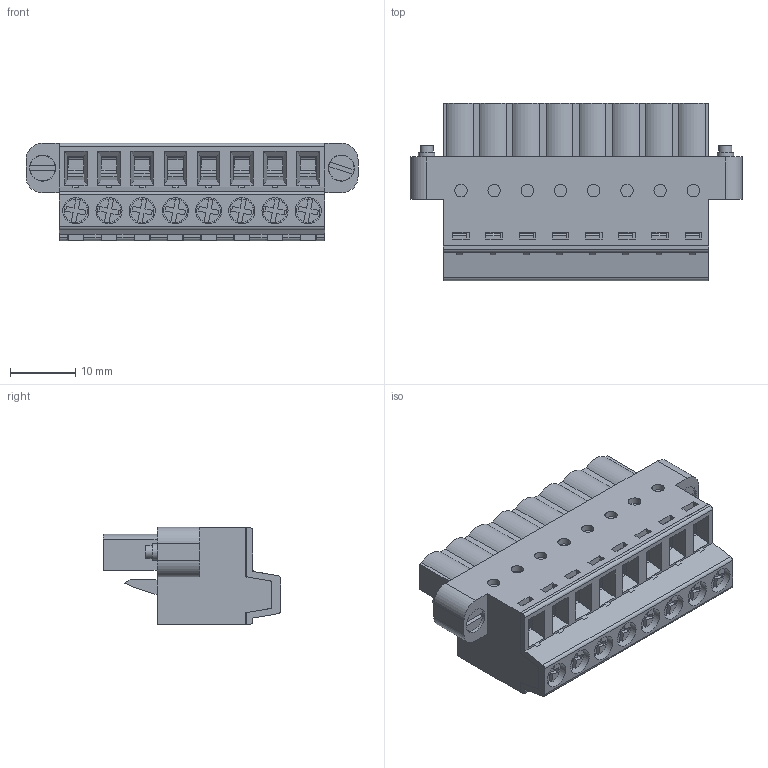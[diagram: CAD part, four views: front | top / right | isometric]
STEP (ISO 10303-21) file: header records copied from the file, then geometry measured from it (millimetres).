
FILE_DESCRIPTION(/* description */ ('Unknown'),/* implementation_level */ '2;1');
FILE_NAME(/* name */ '691374500008B',/* time_stamp */ '2023-01-10T13:41:55+01:00',/* author */ ('Unknown'),/* organization */ ('Unknown'),/* preprocessor_version */ 'ST-DEVELOPER v16.7',/* originating_system */ 'Solid Edge',/* authorisation */ 'Unknown');
FILE_SCHEMA (('AUTOMOTIVE_DESIGN {1 0 10303 214 3 1 1}'));
Length unit declared in the file: millimetre
Products named in the file (8): 6913745000xxB; 691374500008B_COQUE; 691374500008B; 6913745000xxB_MASS; 6913745000xxB_PIN; 6913745000xxB_VIS_2; 6913745000xxB_VIS; 6913745000xxB_CLAPET
Assembly tree (36 placements, depth 2):
  6913745000xxB
    691374500008B_COQUE
    691374500008B
    6913745000xxB_MASS  x8
    6913745000xxB_PIN  x8
    6913745000xxB_VIS_2  x2
    6913745000xxB_VIS  x8
    6913745000xxB_CLAPET  x8
Bounding box: 50.8 x 27.1 x 14.9 mm (x, y, z)
Volume: 8071.1 mm3; surface area: 19236.6 mm2
Topology: 36 solids, 36 shells, 2058 faces, 5661 edges, 3716 vertices
Faces by surface type: plane 1592, cylinder 458, cone 8
Full cylindrical faces by diameter (mm): 1.9 x8, 1.998 x2, 2.003 x8, 2.5 x18, 2.7 x2, 3 x8, 3.1 x8, 3.6 x8, 3.9 x2, 3.99 x8, 4 x2, 4.1 x8
Entity records: 33343 total; most frequent: CARTESIAN_POINT 5776, ORIENTED_EDGE 5654, DIRECTION 5208, EDGE_CURVE 2827, LINE 2566, VECTOR 2566, VERTEX_POINT 1879, AXIS2_PLACEMENT_3D 1321
